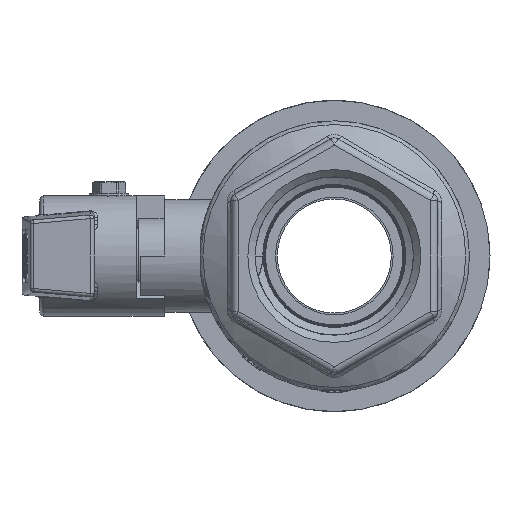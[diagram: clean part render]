
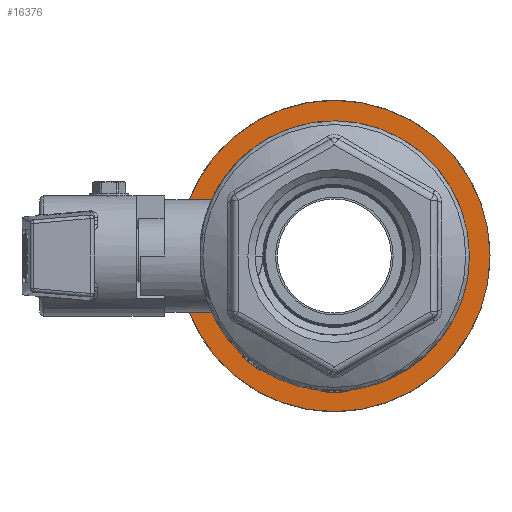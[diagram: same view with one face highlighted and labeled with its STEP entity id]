
A CAD part, left-side view. The second image highlights one B-rep face of the part: STEP entity #16376.
In plain terms, the highlighted planar face has unit normal (-1, 0, 0).
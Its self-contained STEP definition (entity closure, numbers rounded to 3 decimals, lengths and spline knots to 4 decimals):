
#3188=PLANE('',#17785);
#3526=FACE_BOUND('',#5549,.T.);
#4570=FACE_OUTER_BOUND('',#5548,.T.);
#5548=EDGE_LOOP('',(#11929));
#5549=EDGE_LOOP('',(#11930));
#6445=CIRCLE('',#17629,1.125);
#6518=CIRCLE('',#17771,1.297);
#7049=VERTEX_POINT('',#23636);
#7190=VERTEX_POINT('',#24489);
#8762=EDGE_CURVE('',#7049,#7049,#6445,.T.);
#8971=EDGE_CURVE('',#7190,#7190,#6518,.T.);
#11929=ORIENTED_EDGE('',*,*,#8971,.F.);
#11930=ORIENTED_EDGE('',*,*,#8762,.T.);
#16376=ADVANCED_FACE('',(#4570,#3526),#3188,.T.);
#17629=AXIS2_PLACEMENT_3D('',#23638,#19158,#19159);
#17771=AXIS2_PLACEMENT_3D('',#24491,#19545,#19546);
#17785=AXIS2_PLACEMENT_3D('',#25236,#19576,#19577);
#19158=DIRECTION('center_axis',(1.,0.,0.));
#19159=DIRECTION('ref_axis',(0.,0.,-1.));
#19545=DIRECTION('center_axis',(1.,0.,0.));
#19546=DIRECTION('ref_axis',(0.,0.,-1.));
#19576=DIRECTION('center_axis',(-1.,0.,0.));
#19577=DIRECTION('ref_axis',(0.,0.,1.));
#23636=CARTESIAN_POINT('',(0.,-1.125,0.));
#23638=CARTESIAN_POINT('Origin',(0.,0.,0.));
#24489=CARTESIAN_POINT('',(0.,-1.297,0.));
#24491=CARTESIAN_POINT('Origin',(0.,0.,0.));
#25236=CARTESIAN_POINT('Origin',(0.,1.297,0.));
